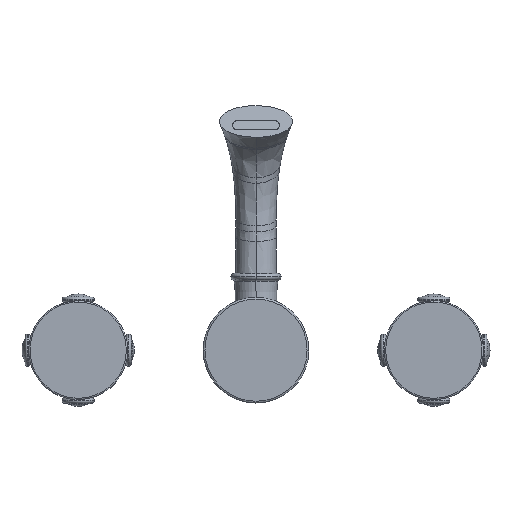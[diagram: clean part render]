
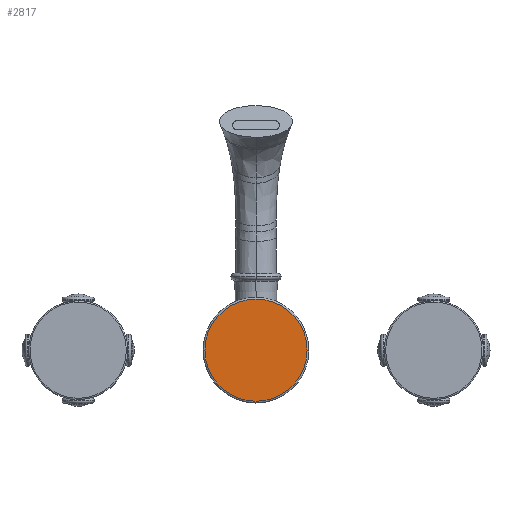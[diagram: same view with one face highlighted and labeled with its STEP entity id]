
A CAD part, front view. The second image highlights one B-rep face of the part: STEP entity #2817.
In plain terms, the highlighted planar face has unit normal (0, -1, 0).
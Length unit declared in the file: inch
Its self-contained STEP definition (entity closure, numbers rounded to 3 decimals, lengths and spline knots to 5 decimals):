
#488=CARTESIAN_POINT('',(0.,0.,0.));
#489=DIRECTION('',(0.,1.,0.));
#490=DIRECTION('',(1.,0.,0.));
#491=AXIS2_PLACEMENT_3D('',#488,#489,#490);
#493=CARTESIAN_POINT('',(0.,0.,0.));
#494=DIRECTION('',(0.,1.,0.));
#495=DIRECTION('',(-1.,0.,0.));
#496=AXIS2_PLACEMENT_3D('',#493,#494,#495);
#1847=CARTESIAN_POINT('',(1.14922,0.,0.));
#1848=VERTEX_POINT('',#1847);
#1851=CARTESIAN_POINT('',(-1.14922,0.,0.));
#1852=VERTEX_POINT('',#1851);
#2808=CARTESIAN_POINT('',(0.,0.,0.));
#2809=DIRECTION('',(0.,-1.,0.));
#2810=DIRECTION('',(-1.,0.,0.));
#2811=AXIS2_PLACEMENT_3D('',#2808,#2809,#2810);
#2812=PLANE('',#2811);
#2813=ORIENTED_EDGE('',*,*,#2783,.T.);
#2814=ORIENTED_EDGE('',*,*,#2801,.T.);
#2815=EDGE_LOOP('',(#2813,#2814));
#2816=FACE_OUTER_BOUND('',#2815,.F.);
#2817=ADVANCED_FACE('',(#2816),#2812,.T.);
#492=CIRCLE('',#491,1.14922);
#497=CIRCLE('',#496,1.14922);
#2783=EDGE_CURVE('',#1848,#1852,#492,.T.);
#2801=EDGE_CURVE('',#1852,#1848,#497,.T.);
